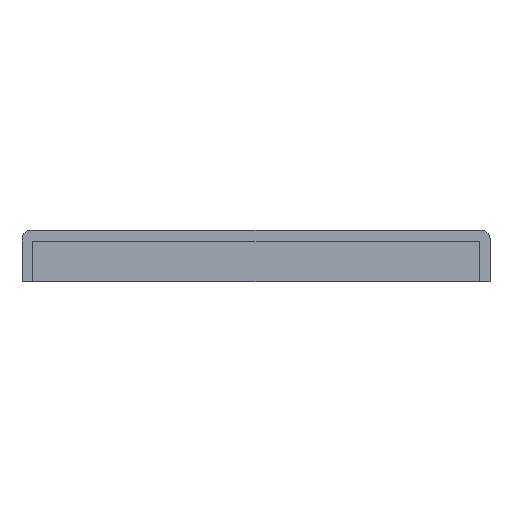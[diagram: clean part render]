
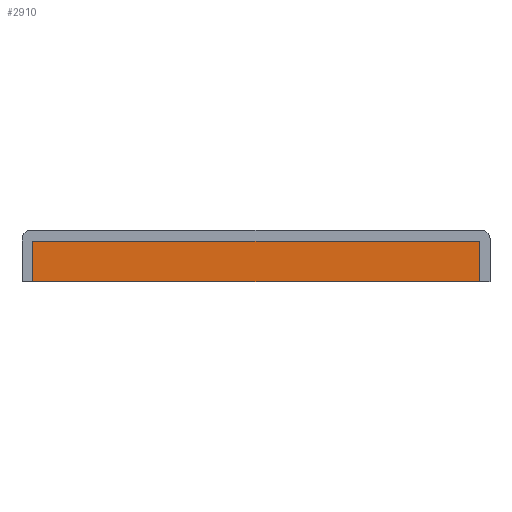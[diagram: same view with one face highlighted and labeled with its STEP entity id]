
A CAD part, front view. The second image highlights one B-rep face of the part: STEP entity #2910.
In plain terms, the highlighted planar face has unit normal (0, -1, 0).
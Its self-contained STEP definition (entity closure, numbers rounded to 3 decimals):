
#144=PLANE('',#3195);
#306=FACE_OUTER_BOUND('',#479,.T.);
#479=EDGE_LOOP('',(#2613,#2614,#2615,#2616));
#640=LINE('',#4242,#935);
#893=LINE('',#4942,#1188);
#895=LINE('',#4946,#1190);
#896=LINE('',#4948,#1191);
#935=VECTOR('',#3307,10.);
#1188=VECTOR('',#4018,10.);
#1190=VECTOR('',#4022,10.);
#1191=VECTOR('',#4025,10.);
#1241=VERTEX_POINT('',#4239);
#1242=VERTEX_POINT('',#4241);
#1460=VERTEX_POINT('',#4940);
#1461=VERTEX_POINT('',#4944);
#1522=EDGE_CURVE('',#1242,#1241,#640,.T.);
#1865=EDGE_CURVE('',#1460,#1241,#893,.T.);
#1867=EDGE_CURVE('',#1461,#1460,#895,.T.);
#1868=EDGE_CURVE('',#1242,#1461,#896,.T.);
#2613=ORIENTED_EDGE('',*,*,#1522,.T.);
#2614=ORIENTED_EDGE('',*,*,#1865,.F.);
#2615=ORIENTED_EDGE('',*,*,#1867,.F.);
#2616=ORIENTED_EDGE('',*,*,#1868,.F.);
#2910=ADVANCED_FACE('',(#306),#144,.F.);
#3195=AXIS2_PLACEMENT_3D('',#4949,#4026,#4027);
#3307=DIRECTION('',(1.,0.,0.));
#4018=DIRECTION('',(0.,0.,-1.));
#4022=DIRECTION('',(1.,0.,0.));
#4025=DIRECTION('',(0.,0.,1.));
#4026=DIRECTION('center_axis',(0.,1.,0.));
#4027=DIRECTION('ref_axis',(0.,0.,1.));
#4239=CARTESIAN_POINT('',(26.25,-68.5,28.));
#4241=CARTESIAN_POINT('',(-26.25,-68.5,28.));
#4242=CARTESIAN_POINT('',(0.,-68.5,28.));
#4940=CARTESIAN_POINT('',(26.25,-68.5,32.75));
#4942=CARTESIAN_POINT('',(26.25,-68.5,32.75));
#4944=CARTESIAN_POINT('',(-26.25,-68.5,32.75));
#4946=CARTESIAN_POINT('',(-26.25,-68.5,32.75));
#4948=CARTESIAN_POINT('',(-26.25,-68.5,-0.75));
#4949=CARTESIAN_POINT('Origin',(0.,-68.5,16.));
